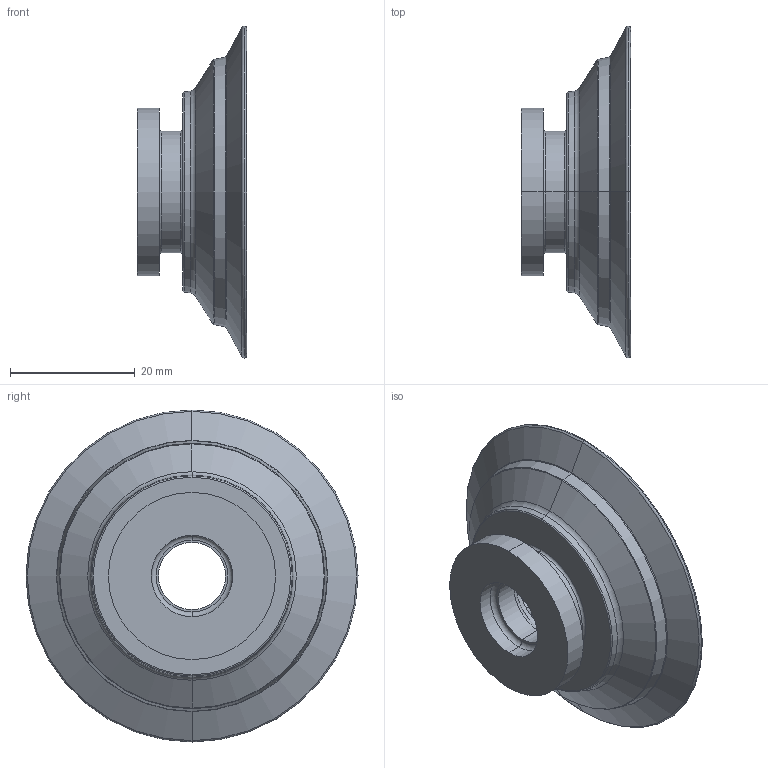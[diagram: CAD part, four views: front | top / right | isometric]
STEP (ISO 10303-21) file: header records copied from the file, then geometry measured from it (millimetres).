
FILE_DESCRIPTION(('STEP AP214'),'1');
FILE_NAME('COVAL_VPF50NBR.stp','2017-12-27T14:31:11',('TraceParts'),('TraceParts S.A.'),'Spatial InterOp 3D',' ',' ');
FILE_SCHEMA(('automotive_design'));
Length unit declared in the file: millimetre
Products named in the file (1): COVAL_VPF50NBR
Bounding box: 17.5 x 53.2 x 53.2 mm (x, y, z)
Volume: 9229.5 mm3; surface area: 7085.6 mm2
Topology: 1 solids, 1 shells, 90 faces, 206 edges, 128 vertices
Faces by surface type: cylinder 30, plane 30, torus 20, cone 10
Entity records: 3535 total; most frequent: CARTESIAN_POINT 739, DIRECTION 452, ORIENTED_EDGE 412, EDGE_CURVE 206, AXIS2_PLACEMENT_3D 193, VERTEX_POINT 128, EDGE_LOOP 102, CIRCLE 102
